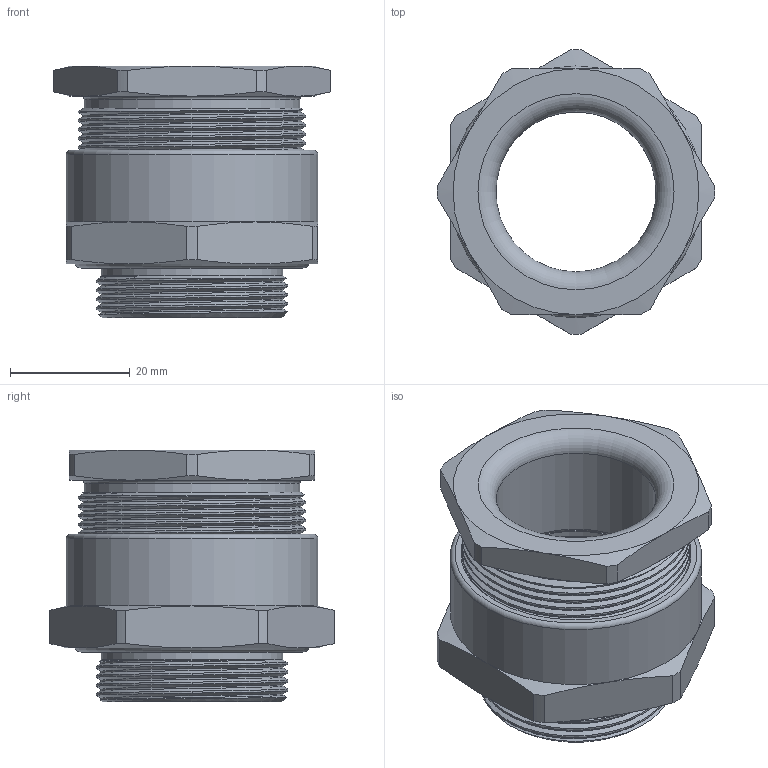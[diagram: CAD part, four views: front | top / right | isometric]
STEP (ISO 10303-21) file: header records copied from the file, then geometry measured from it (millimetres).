
FILE_DESCRIPTION(('HOOPS Exchange Step'),'2;1');
FILE_NAME('m32-e1-9mm-e204-622-conversion.step','2025-03-21T12:32:08+00:00',('root'),('Unknown organisation'),'HOOPS Exchange 2024.3','HOOPS Exchange','Unknown authorisation');
FILE_SCHEMA( ('AP242_MANAGED_MODEL_BASED_3D_ENGINEERING_MIM_LF {1 0 10303 442 1 1 4 }') );
Length unit declared in the file: millimetre
Products named in the file (2): Default; m32-e1-9mm-e204-622-step
Assembly tree (1 placements, depth 2):
  m32-e1-9mm-e204-622-step
    Default
Bounding box: 46.34 x 47.49 x 42 mm (x, y, z)
Volume: 26259.2 mm3; surface area: 20648.8 mm2
Topology: 5 solids, 5 shells, 441 faces, 1168 edges, 771 vertices
Faces by surface type: plane 174, extrusion 152, cylinder 68, cone 34, torus 7, bspline 6
Full cylindrical faces by diameter (mm): 26.7 x3, 26.9 x1, 30.3 x1, 30.5 x4, 32 x3, 34.602 x1, 36 x1, 36.3 x2, 36.5 x15, 38 x14, 42 x1
Entity records: 32293 total; most frequent: CARTESIAN_POINT 21892, ORIENTED_EDGE 2336, DIRECTION 1618, EDGE_CURVE 1168, VERTEX_POINT 771, VECTOR 746, LINE 594, B_SPLINE_CURVE_WITH_KNOTS 516
